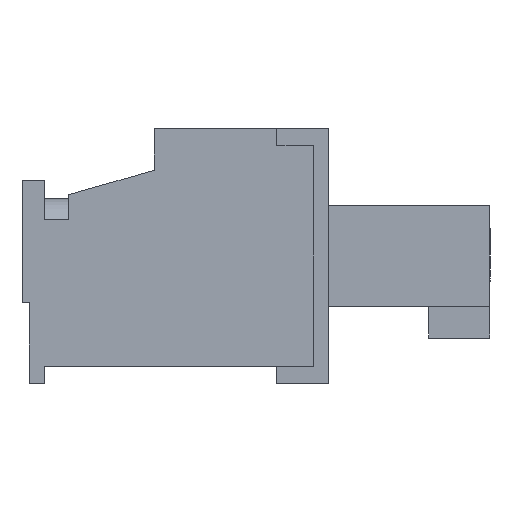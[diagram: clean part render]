
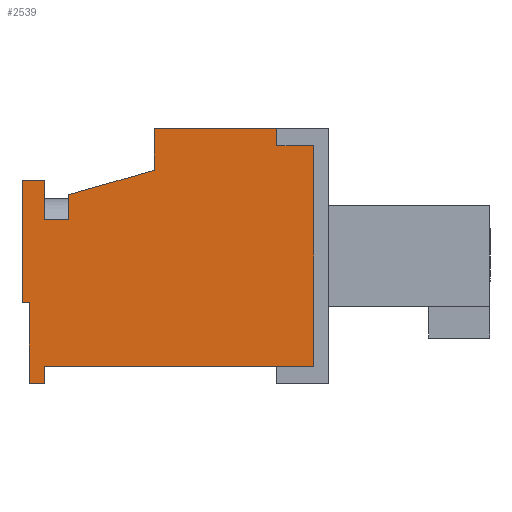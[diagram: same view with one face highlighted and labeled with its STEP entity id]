
A CAD part, left-side view. The second image highlights one B-rep face of the part: STEP entity #2539.
In plain terms, the highlighted planar face has unit normal (-1, 0, 0).
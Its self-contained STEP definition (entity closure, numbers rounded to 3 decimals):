
#9 = CARTESIAN_POINT ( 'NONE',  ( -3.5, -3.5, 1.26 ) ) ;
#168 = LINE ( 'NONE', #8627, #1150 ) ;
#302 = CARTESIAN_POINT ( 'NONE',  ( -3.5, -2.5, 4.76 ) ) ;
#363 = CARTESIAN_POINT ( 'NONE',  ( -3.5, 4.5, -5.24 ) ) ;
#404 = LINE ( 'NONE', #9149, #3599 ) ;
#406 = VECTOR ( 'NONE', #14166, 1000. ) ;
#553 = DIRECTION ( 'NONE',  ( 0., 0., -1. ) ) ;
#585 = CARTESIAN_POINT ( 'NONE',  ( -3.5, -5.2, 1.26 ) ) ;
#748 = VERTEX_POINT ( 'NONE', #1331 ) ;
#830 = LINE ( 'NONE', #14431, #1157 ) ;
#869 = VERTEX_POINT ( 'NONE', #302 ) ;
#895 = VERTEX_POINT ( 'NONE', #9 ) ;
#1020 = LINE ( 'NONE', #4018, #12608 ) ;
#1150 = VECTOR ( 'NONE', #553, 1000. ) ;
#1157 = VECTOR ( 'NONE', #2353, 1000. ) ;
#1213 = VECTOR ( 'NONE', #4001, 1000. ) ;
#1331 = CARTESIAN_POINT ( 'NONE',  ( -3.5, -4.5, -5.24 ) ) ;
#1344 = CARTESIAN_POINT ( 'NONE',  ( -3.5, 1.9, 6.36 ) ) ;
#1369 = CARTESIAN_POINT ( 'NONE',  ( -3.5, 1.9, 6.66 ) ) ;
#1852 = EDGE_CURVE ( 'NONE', #895, #6317, #2631, .T. ) ;
#2203 = EDGE_CURVE ( 'NONE', #8625, #3392, #830, .T. ) ;
#2353 = DIRECTION ( 'NONE',  ( 0., 0., -1. ) ) ;
#2539 = ADVANCED_FACE ( 'NONE', ( #5959 ), #13072, .T. ) ;
#2542 = ORIENTED_EDGE ( 'NONE', *, *, #11802, .T. ) ;
#2631 = LINE ( 'NONE', #12009, #406 ) ;
#2681 = ORIENTED_EDGE ( 'NONE', *, *, #5034, .F. ) ;
#2852 = VERTEX_POINT ( 'NONE', #1369 ) ;
#2855 = ORIENTED_EDGE ( 'NONE', *, *, #8119, .F. ) ;
#2972 = VERTEX_POINT ( 'NONE', #4011 ) ;
#2979 = AXIS2_PLACEMENT_3D ( 'NONE', #8635, #5303, #12922 ) ;
#3021 = DIRECTION ( 'NONE',  ( 0., 0., 1. ) ) ;
#3066 = EDGE_CURVE ( 'NONE', #4168, #6815, #7330, .T. ) ;
#3121 = ORIENTED_EDGE ( 'NONE', *, *, #2203, .T. ) ;
#3232 = ORIENTED_EDGE ( 'NONE', *, *, #5080, .T. ) ;
#3239 = EDGE_CURVE ( 'NONE', #9709, #2972, #4083, .T. ) ;
#3270 = ORIENTED_EDGE ( 'NONE', *, *, #5795, .F. ) ;
#3281 = ORIENTED_EDGE ( 'NONE', *, *, #9979, .T. ) ;
#3355 = VECTOR ( 'NONE', #4828, 1000. ) ;
#3392 = VERTEX_POINT ( 'NONE', #363 ) ;
#3438 = ORIENTED_EDGE ( 'NONE', *, *, #13637, .T. ) ;
#3599 = VECTOR ( 'NONE', #10189, 1000. ) ;
#3642 = ORIENTED_EDGE ( 'NONE', *, *, #1852, .F. ) ;
#3651 = ORIENTED_EDGE ( 'NONE', *, *, #12530, .F. ) ;
#3801 = ORIENTED_EDGE ( 'NONE', *, *, #5641, .F. ) ;
#3817 = ORIENTED_EDGE ( 'NONE', *, *, #3239, .F. ) ;
#3963 = CARTESIAN_POINT ( 'NONE',  ( -3.5, -5.2, 6.66 ) ) ;
#3996 = ORIENTED_EDGE ( 'NONE', *, *, #12213, .F. ) ;
#4001 = DIRECTION ( 'NONE',  ( 0., 1., 0. ) ) ;
#4011 = CARTESIAN_POINT ( 'NONE',  ( -3.5, -1.5, 4.76 ) ) ;
#4018 = CARTESIAN_POINT ( 'NONE',  ( -3.5, -5.2, -5.24 ) ) ;
#4083 = LINE ( 'NONE', #10298, #3355 ) ;
#4168 = VERTEX_POINT ( 'NONE', #13697 ) ;
#4206 = ORIENTED_EDGE ( 'NONE', *, *, #3066, .T. ) ;
#4372 = ORIENTED_EDGE ( 'NONE', *, *, #10299, .T. ) ;
#4385 = ORIENTED_EDGE ( 'NONE', *, *, #4926, .T. ) ;
#4473 = LINE ( 'NONE', #8175, #12865 ) ;
#4654 = LINE ( 'NONE', #10616, #9837 ) ;
#4828 = DIRECTION ( 'NONE',  ( 0., 0., -1. ) ) ;
#4926 = EDGE_CURVE ( 'NONE', #2852, #6695, #14308, .T. ) ;
#4953 = CARTESIAN_POINT ( 'NONE',  ( -3.5, -3.1, 4.76 ) ) ;
#4956 = CARTESIAN_POINT ( 'NONE',  ( -3.5, -1.5, 5.76 ) ) ;
#5034 = EDGE_CURVE ( 'NONE', #11352, #8875, #10266, .T. ) ;
#5080 = EDGE_CURVE ( 'NONE', #3392, #748, #10302, .T. ) ;
#5122 = DIRECTION ( 'NONE',  ( 0., -0.275, -0.962 ) ) ;
#5150 = DIRECTION ( 'NONE',  ( 0., 1., 0. ) ) ;
#5303 = DIRECTION ( 'NONE',  ( -1., 0., 0. ) ) ;
#5430 = DIRECTION ( 'NONE',  ( 0., 1., 0. ) ) ;
#5641 = EDGE_CURVE ( 'NONE', #2972, #869, #9059, .T. ) ;
#5643 = VERTEX_POINT ( 'NONE', #6090 ) ;
#5795 = EDGE_CURVE ( 'NONE', #5643, #748, #168, .T. ) ;
#5959 = FACE_OUTER_BOUND ( 'NONE', #8225, .T. ) ;
#6090 = CARTESIAN_POINT ( 'NONE',  ( -3.5, -4.5, -3.74 ) ) ;
#6097 = VECTOR ( 'NONE', #5430, 1000. ) ;
#6135 = CARTESIAN_POINT ( 'NONE',  ( -3.5, 5.2, 5.74 ) ) ;
#6182 = CARTESIAN_POINT ( 'NONE',  ( -3.5, 4.5, -5.24 ) ) ;
#6317 = VERTEX_POINT ( 'NONE', #585 ) ;
#6617 = CARTESIAN_POINT ( 'NONE',  ( -3.5, 5.2, 5.74 ) ) ;
#6695 = VERTEX_POINT ( 'NONE', #7712 ) ;
#6815 = VERTEX_POINT ( 'NONE', #6870 ) ;
#6870 = CARTESIAN_POINT ( 'NONE',  ( -3.5, -3.1, 6.66 ) ) ;
#6925 = CARTESIAN_POINT ( 'NONE',  ( -3.5, 4.5, 5.74 ) ) ;
#6989 = CARTESIAN_POINT ( 'NONE',  ( -3.5, 1.9, 6.661 ) ) ;
#7330 = LINE ( 'NONE', #10814, #7517 ) ;
#7517 = VECTOR ( 'NONE', #3021, 1000. ) ;
#7712 = CARTESIAN_POINT ( 'NONE',  ( -3.5, 1.9, 6.36 ) ) ;
#8119 = EDGE_CURVE ( 'NONE', #8625, #11352, #13115, .T. ) ;
#8175 = CARTESIAN_POINT ( 'NONE',  ( -3.5, -3.1, 5.76 ) ) ;
#8225 = EDGE_LOOP ( 'NONE', ( #2542, #2681, #2855, #3121, #3232, #3270, #3281, #3438, #3642, #3651, #3801, #3817, #3996, #4206, #4372, #4385 ) ) ;
#8625 = VERTEX_POINT ( 'NONE', #6925 ) ;
#8627 = CARTESIAN_POINT ( 'NONE',  ( -3.5, -4.5, -3.74 ) ) ;
#8635 = CARTESIAN_POINT ( 'NONE',  ( -3.5, 0., 0. ) ) ;
#8875 = VERTEX_POINT ( 'NONE', #10438 ) ;
#9031 = LINE ( 'NONE', #1344, #6097 ) ;
#9059 = LINE ( 'NONE', #4953, #11383 ) ;
#9149 = CARTESIAN_POINT ( 'NONE',  ( -3.5, -4.5, -3.74 ) ) ;
#9261 = DIRECTION ( 'NONE',  ( 0., 1., 0. ) ) ;
#9709 = VERTEX_POINT ( 'NONE', #4956 ) ;
#9837 = VECTOR ( 'NONE', #5122, 1000. ) ;
#9979 = EDGE_CURVE ( 'NONE', #5643, #14441, #404, .T. ) ;
#10189 = DIRECTION ( 'NONE',  ( 0., -1., 0. ) ) ;
#10243 = CARTESIAN_POINT ( 'NONE',  ( -3.5, -5.2, -3.74 ) ) ;
#10266 = LINE ( 'NONE', #6135, #14217 ) ;
#10298 = CARTESIAN_POINT ( 'NONE',  ( -3.5, -1.5, 5.76 ) ) ;
#10299 = EDGE_CURVE ( 'NONE', #6815, #2852, #13737, .T. ) ;
#10302 = LINE ( 'NONE', #6182, #12573 ) ;
#10438 = CARTESIAN_POINT ( 'NONE',  ( -3.5, 5.2, 6.36 ) ) ;
#10616 = CARTESIAN_POINT ( 'NONE',  ( -3.5, -3.5, 1.26 ) ) ;
#10814 = CARTESIAN_POINT ( 'NONE',  ( -3.5, -3.1, 5.76 ) ) ;
#10870 = VECTOR ( 'NONE', #5150, 1000. ) ;
#11352 = VERTEX_POINT ( 'NONE', #6617 ) ;
#11383 = VECTOR ( 'NONE', #13651, 1000. ) ;
#11713 = DIRECTION ( 'NONE',  ( 0., 0., 1. ) ) ;
#11802 = EDGE_CURVE ( 'NONE', #6695, #8875, #9031, .T. ) ;
#12009 = CARTESIAN_POINT ( 'NONE',  ( -3.5, -3.5, 1.26 ) ) ;
#12213 = EDGE_CURVE ( 'NONE', #4168, #9709, #4473, .T. ) ;
#12530 = EDGE_CURVE ( 'NONE', #869, #895, #4654, .T. ) ;
#12573 = VECTOR ( 'NONE', #12668, 1000. ) ;
#12608 = VECTOR ( 'NONE', #11713, 1000. ) ;
#12668 = DIRECTION ( 'NONE',  ( 0., -1., 0. ) ) ;
#12865 = VECTOR ( 'NONE', #9261, 1000. ) ;
#12922 = DIRECTION ( 'NONE',  ( 0., 0., 1. ) ) ;
#13072 = PLANE ( 'NONE',  #2979 ) ;
#13115 = LINE ( 'NONE', #13816, #1213 ) ;
#13637 = EDGE_CURVE ( 'NONE', #14441, #6317, #1020, .T. ) ;
#13651 = DIRECTION ( 'NONE',  ( 0., -1., 0. ) ) ;
#13683 = DIRECTION ( 'NONE',  ( 0., 0., 1. ) ) ;
#13697 = CARTESIAN_POINT ( 'NONE',  ( -3.5, -3.1, 5.76 ) ) ;
#13737 = LINE ( 'NONE', #3963, #10870 ) ;
#13816 = CARTESIAN_POINT ( 'NONE',  ( -3.5, 0.946, 5.74 ) ) ;
#14166 = DIRECTION ( 'NONE',  ( 0., -1., 0. ) ) ;
#14217 = VECTOR ( 'NONE', #13683, 1000. ) ;
#14308 = LINE ( 'NONE', #6989, #14371 ) ;
#14371 = VECTOR ( 'NONE', #14487, 1000. ) ;
#14431 = CARTESIAN_POINT ( 'NONE',  ( -3.5, 4.5, 6.66 ) ) ;
#14441 = VERTEX_POINT ( 'NONE', #10243 ) ;
#14487 = DIRECTION ( 'NONE',  ( 0., 0., -1. ) ) ;
